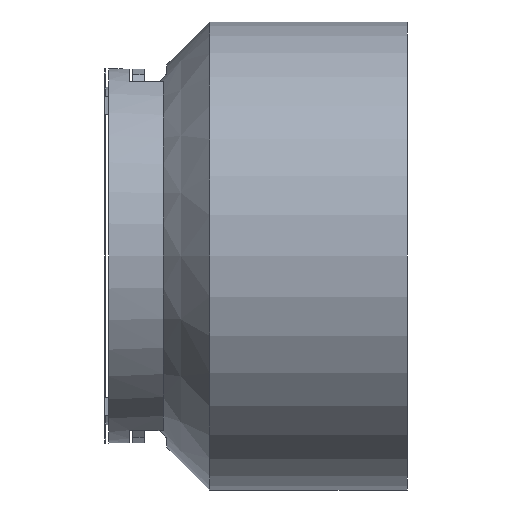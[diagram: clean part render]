
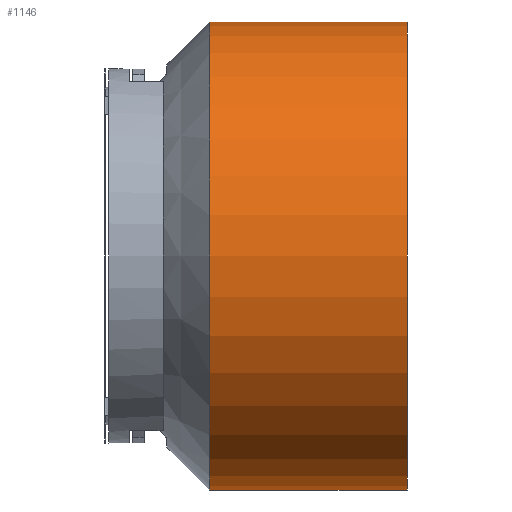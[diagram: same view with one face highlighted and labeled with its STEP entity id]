
A CAD part, front view. The second image highlights one B-rep face of the part: STEP entity #1146.
In plain terms, the highlighted cylindrical face has radius 15.675 mm (diameter 31.35 mm), a full revolution.
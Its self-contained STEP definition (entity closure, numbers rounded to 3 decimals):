
#116=FACE_OUTER_BOUND('',#180,.T.);
#180=EDGE_LOOP('',(#924,#925,#926,#927,#928,#929));
#255=LINE('',#1966,#340);
#340=VECTOR('',#1534,15.675);
#435=CIRCLE('',#1285,15.675);
#436=CIRCLE('',#1286,15.675);
#437=CIRCLE('',#1288,15.675);
#438=CIRCLE('',#1289,15.675);
#526=VERTEX_POINT('',#1956);
#527=VERTEX_POINT('',#1957);
#528=VERTEX_POINT('',#1962);
#529=VERTEX_POINT('',#1963);
#669=EDGE_CURVE('',#526,#527,#435,.T.);
#670=EDGE_CURVE('',#527,#526,#436,.T.);
#672=EDGE_CURVE('',#528,#529,#437,.T.);
#673=EDGE_CURVE('',#529,#528,#438,.T.);
#674=EDGE_CURVE('',#529,#527,#255,.T.);
#924=ORIENTED_EDGE('',*,*,#672,.F.);
#925=ORIENTED_EDGE('',*,*,#673,.F.);
#926=ORIENTED_EDGE('',*,*,#674,.T.);
#927=ORIENTED_EDGE('',*,*,#670,.T.);
#928=ORIENTED_EDGE('',*,*,#669,.T.);
#929=ORIENTED_EDGE('',*,*,#674,.F.);
#1109=CYLINDRICAL_SURFACE('',#1287,15.675);
#1146=ADVANCED_FACE('',(#116),#1109,.T.);
#1285=AXIS2_PLACEMENT_3D('',#1958,#1523,#1524);
#1286=AXIS2_PLACEMENT_3D('',#1959,#1525,#1526);
#1287=AXIS2_PLACEMENT_3D('',#1961,#1528,#1529);
#1288=AXIS2_PLACEMENT_3D('',#1964,#1530,#1531);
#1289=AXIS2_PLACEMENT_3D('',#1965,#1532,#1533);
#1523=DIRECTION('center_axis',(1.,0.,0.));
#1524=DIRECTION('ref_axis',(0.,0.,-1.));
#1525=DIRECTION('center_axis',(1.,0.,0.));
#1526=DIRECTION('ref_axis',(0.,0.,-1.));
#1528=DIRECTION('center_axis',(1.,0.,0.));
#1529=DIRECTION('ref_axis',(0.,1.,0.));
#1530=DIRECTION('center_axis',(1.,0.,0.));
#1531=DIRECTION('ref_axis',(0.,0.,-1.));
#1532=DIRECTION('center_axis',(1.,0.,0.));
#1533=DIRECTION('ref_axis',(0.,0.,-1.));
#1534=DIRECTION('',(-1.,0.,0.));
#1956=CARTESIAN_POINT('',(6.775,15.675,0.));
#1957=CARTESIAN_POINT('',(6.775,-15.675,0.));
#1958=CARTESIAN_POINT('Origin',(6.775,0.,0.));
#1959=CARTESIAN_POINT('Origin',(6.775,0.,0.));
#1961=CARTESIAN_POINT('Origin',(13.388,0.,0.));
#1962=CARTESIAN_POINT('',(20.,15.675,0.));
#1963=CARTESIAN_POINT('',(20.,-15.675,0.));
#1964=CARTESIAN_POINT('Origin',(20.,0.,0.));
#1965=CARTESIAN_POINT('Origin',(20.,0.,0.));
#1966=CARTESIAN_POINT('',(13.388,-15.675,0.));
